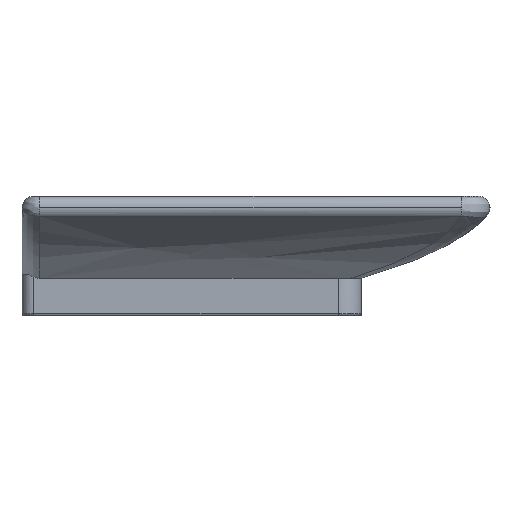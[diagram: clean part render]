
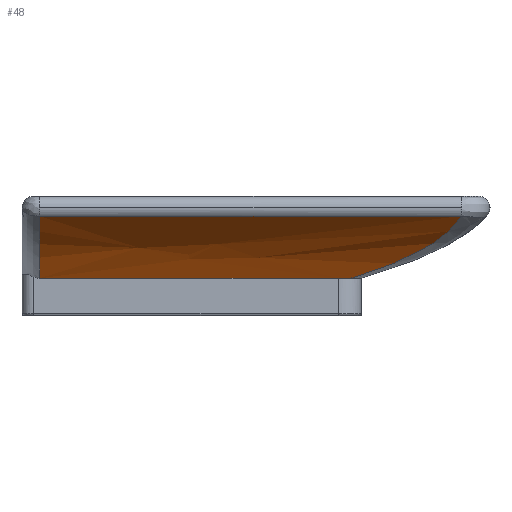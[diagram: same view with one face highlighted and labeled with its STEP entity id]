
A CAD part, left-side view. The second image highlights one B-rep face of the part: STEP entity #48.
In plain terms, the highlighted free-form (B-spline) face has degree [1, 3] with [2, 7] control points.
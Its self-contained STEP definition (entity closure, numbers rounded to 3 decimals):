
#48=ADVANCED_FACE('',(#270),#3371,.T.);
#270=FACE_OUTER_BOUND('',#492,.T.);
#492=EDGE_LOOP('',(#887,#888,#889,#890,#891,#892));
#887=ORIENTED_EDGE('',*,*,#1940,.F.);
#888=ORIENTED_EDGE('',*,*,#1964,.F.);
#889=ORIENTED_EDGE('',*,*,#1965,.F.);
#890=ORIENTED_EDGE('',*,*,#1966,.F.);
#891=ORIENTED_EDGE('',*,*,#1935,.F.);
#892=ORIENTED_EDGE('',*,*,#1882,.F.);
#1882=EDGE_CURVE('',#3051,#3048,#2440,.T.);
#1935=EDGE_CURVE('',#3048,#3146,#2491,.T.);
#1940=EDGE_CURVE('',#3154,#3051,#2496,.T.);
#1964=EDGE_CURVE('',#3177,#3154,#2520,.T.);
#1965=EDGE_CURVE('',#3178,#3177,#2521,.T.);
#1966=EDGE_CURVE('',#3146,#3178,#2522,.T.);
#2440=B_SPLINE_CURVE_WITH_KNOTS('',1,(#15591,#15592),.UNSPECIFIED.,.F.,
 .F.,(2,2),(0.,360.172),.UNSPECIFIED.);
#2491=B_SPLINE_CURVE_WITH_KNOTS('',3,(#15813,#15814,#15815,#15816,#15817,
#15818,#15819,#15820,#15821,#15822,#15823,#15824,#15825,#15826,#15827,#15828,
#15829,#15830,#15831,#15832,#15833,#15834,#15835,#15836,#15837,#15838,#15839,
#15840,#15841,#15842,#15843),.UNSPECIFIED.,.F.,.F.,(4,2,2,2,2,2,2,2,2,2,
2,2,1,1,1,2,4),(0.,19.196,23.995,28.794,38.392,
57.588,67.186,76.784,95.98,115.175,
134.371,143.969,148.768,151.168,152.368,
152.967,153.567),.UNSPECIFIED.);
#2496=B_SPLINE_CURVE_WITH_KNOTS('',3,(#15902,#15903,#15904,#15905,#15906,
#15907,#15908,#15909,#15910,#15911,#15912,#15913,#15914,#15915,#15916,#15917,
#15918,#15919,#15920,#15921),.UNSPECIFIED.,.F.,.F.,(4,2,2,2,2,2,2,2,2,4),
(0.,15.066,30.131,60.263,75.329,
90.394,105.46,109.226,112.993,120.526),
 .UNSPECIFIED.);
#2520=B_SPLINE_CURVE_WITH_KNOTS('',1,(#16129,#16130),.UNSPECIFIED.,.F.,
 .F.,(2,2),(-255.,0.),.UNSPECIFIED.);
#2521=B_SPLINE_CURVE_WITH_KNOTS('',3,(#16131,#16132,#16133,#16134),
 .UNSPECIFIED.,.F.,.F.,(4,4),(-0.019,0.),.UNSPECIFIED.);
#2522=B_SPLINE_CURVE_WITH_KNOTS('',3,(#16135,#16136,#16137,#16138),
 .UNSPECIFIED.,.F.,.F.,(4,4),(-10.853,0.),.UNSPECIFIED.);
#3048=VERTEX_POINT('',#15131);
#3051=VERTEX_POINT('',#15134);
#3146=VERTEX_POINT('',#15229);
#3154=VERTEX_POINT('',#15237);
#3177=VERTEX_POINT('',#15260);
#3178=VERTEX_POINT('',#15261);
#3371=B_SPLINE_SURFACE_WITH_KNOTS('',1,3,((#4808,#4809,#4810,#4811,#4812,
#4813,#4814),(#4815,#4816,#4817,#4818,#4819,#4820,#4821)),.UNSPECIFIED.,
 .F.,.F.,.F.,(2,2),(4,3,4),(0.,362.333),(0.,
122.598,123.333),.UNSPECIFIED.);
#4808=CARTESIAN_POINT('',(-315.768,-194.333,85.061));
#4809=CARTESIAN_POINT('',(-288.109,-194.333,56.356));
#4810=CARTESIAN_POINT('',(-245.57,-194.333,43.772));
#4811=CARTESIAN_POINT('',(-209.,-194.333,32.));
#4812=CARTESIAN_POINT('',(-208.781,-194.333,31.929));
#4813=CARTESIAN_POINT('',(-208.561,-194.333,31.859));
#4814=CARTESIAN_POINT('',(-208.342,-194.333,31.788));
#4815=CARTESIAN_POINT('',(-315.768,168.,85.061));
#4816=CARTESIAN_POINT('',(-288.109,168.,56.356));
#4817=CARTESIAN_POINT('',(-245.57,168.,43.772));
#4818=CARTESIAN_POINT('',(-209.,168.,32.));
#4819=CARTESIAN_POINT('',(-208.781,168.,31.929));
#4820=CARTESIAN_POINT('',(-208.561,168.,31.859));
#4821=CARTESIAN_POINT('',(-208.342,168.,31.788));
#15131=CARTESIAN_POINT('',(-315.768,-192.172,85.061));
#15134=CARTESIAN_POINT('',(-315.768,168.,85.061));
#15229=CARTESIAN_POINT('',(-209.,-97.872,32.));
#15237=CARTESIAN_POINT('',(-209.,168.,32.));
#15260=CARTESIAN_POINT('',(-209.,-87.,32.));
#15261=CARTESIAN_POINT('',(-209.,-87.019,32.));
#15591=CARTESIAN_POINT('',(-315.768,168.,85.061));
#15592=CARTESIAN_POINT('',(-315.768,-192.172,85.061));
#15813=CARTESIAN_POINT('',(-315.768,-192.172,85.061));
#15814=CARTESIAN_POINT('',(-311.781,-189.287,80.924));
#15815=CARTESIAN_POINT('',(-307.587,-186.171,77.222));
#15816=CARTESIAN_POINT('',(-302.176,-182.016,73.01));
#15817=CARTESIAN_POINT('',(-301.084,-181.171,72.188));
#15818=CARTESIAN_POINT('',(-298.891,-179.461,70.587));
#15819=CARTESIAN_POINT('',(-297.79,-178.596,69.808));
#15820=CARTESIAN_POINT('',(-294.476,-175.972,67.532));
#15821=CARTESIAN_POINT('',(-292.252,-174.186,66.094));
#15822=CARTESIAN_POINT('',(-285.544,-168.724,61.984));
#15823=CARTESIAN_POINT('',(-281.029,-164.947,59.512));
#15824=CARTESIAN_POINT('',(-274.221,-159.121,56.094));
#15825=CARTESIAN_POINT('',(-271.945,-157.151,55.003));
#15826=CARTESIAN_POINT('',(-267.387,-153.166,52.904));
#15827=CARTESIAN_POINT('',(-265.11,-151.154,51.899));
#15828=CARTESIAN_POINT('',(-258.284,-145.068,48.992));
#15829=CARTESIAN_POINT('',(-253.741,-140.942,47.2));
#15830=CARTESIAN_POINT('',(-244.684,-132.582,43.815));
#15831=CARTESIAN_POINT('',(-240.169,-128.347,42.222));
#15832=CARTESIAN_POINT('',(-231.178,-119.786,39.161));
#15833=CARTESIAN_POINT('',(-226.701,-115.459,37.694));
#15834=CARTESIAN_POINT('',(-220.027,-108.907,35.537));
#15835=CARTESIAN_POINT('',(-217.809,-106.713,34.825));
#15836=CARTESIAN_POINT('',(-214.496,-103.409,33.764));
#15837=CARTESIAN_POINT('',(-212.842,-101.753,33.234));
#15838=CARTESIAN_POINT('',(-210.919,-99.814,32.617));
#15839=CARTESIAN_POINT('',(-209.959,-98.843,32.308));
#15840=CARTESIAN_POINT('',(-209.548,-98.427,32.176));
#15841=CARTESIAN_POINT('',(-209.274,-98.149,32.088));
#15842=CARTESIAN_POINT('',(-209.138,-98.01,32.044));
#15843=CARTESIAN_POINT('',(-209.,-97.872,32.));
#15902=CARTESIAN_POINT('',(-209.,168.,32.));
#15903=CARTESIAN_POINT('',(-213.783,168.,33.54));
#15904=CARTESIAN_POINT('',(-218.57,168.,35.063));
#15905=CARTESIAN_POINT('',(-228.13,168.,38.16));
#15906=CARTESIAN_POINT('',(-232.9,168.,39.733));
#15907=CARTESIAN_POINT('',(-247.145,168.,44.636));
#15908=CARTESIAN_POINT('',(-256.553,168.,48.146));
#15909=CARTESIAN_POINT('',(-270.365,168.,54.221));
#15910=CARTESIAN_POINT('',(-274.896,168.,56.372));
#15911=CARTESIAN_POINT('',(-283.764,168.,61.001));
#15912=CARTESIAN_POINT('',(-288.102,168.,63.478));
#15913=CARTESIAN_POINT('',(-296.535,168.,68.847));
#15914=CARTESIAN_POINT('',(-300.63,168.,71.737));
#15915=CARTESIAN_POINT('',(-305.557,168.,75.677));
#15916=CARTESIAN_POINT('',(-306.532,168.,76.48));
#15917=CARTESIAN_POINT('',(-308.454,168.,78.115));
#15918=CARTESIAN_POINT('',(-309.401,168.,78.947));
#15919=CARTESIAN_POINT('',(-312.203,168.,81.488));
#15920=CARTESIAN_POINT('',(-314.015,168.,83.242));
#15921=CARTESIAN_POINT('',(-315.768,168.,85.061));
#16129=CARTESIAN_POINT('',(-209.,-87.,32.));
#16130=CARTESIAN_POINT('',(-209.,168.,32.));
#16131=CARTESIAN_POINT('',(-209.,-87.019,32.));
#16132=CARTESIAN_POINT('',(-209.,-87.013,32.));
#16133=CARTESIAN_POINT('',(-209.,-87.006,32.));
#16134=CARTESIAN_POINT('',(-209.,-87.,32.));
#16135=CARTESIAN_POINT('',(-209.,-97.872,32.));
#16136=CARTESIAN_POINT('',(-209.,-94.254,32.));
#16137=CARTESIAN_POINT('',(-209.,-90.636,32.));
#16138=CARTESIAN_POINT('',(-209.,-87.019,32.));
